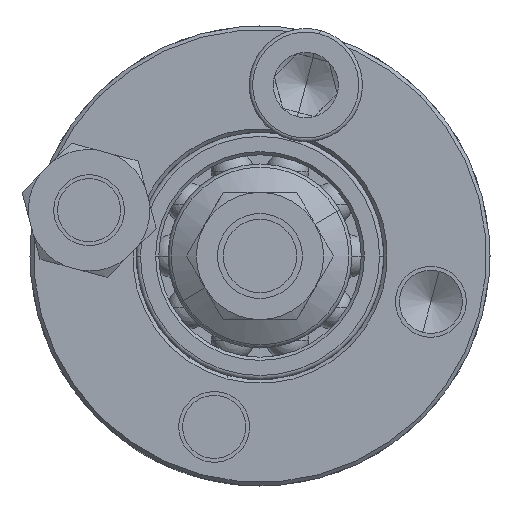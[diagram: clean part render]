
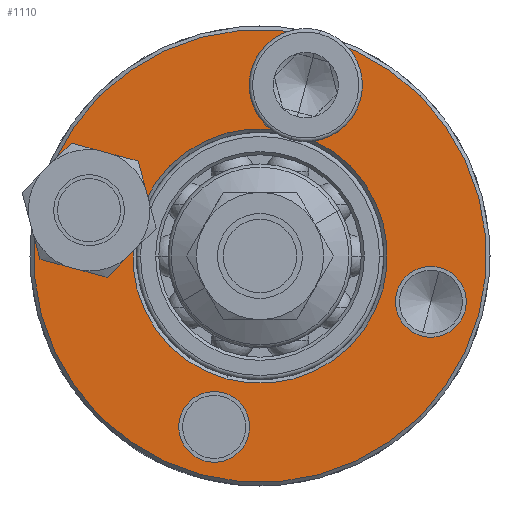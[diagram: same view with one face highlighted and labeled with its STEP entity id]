
A CAD part, front view. The second image highlights one B-rep face of the part: STEP entity #1110.
In plain terms, the highlighted planar face has unit normal (0, -1, 0).
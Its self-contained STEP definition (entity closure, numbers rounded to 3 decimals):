
#502=FACE_BOUND('',#1978,.F.);
#503=FACE_BOUND('',#1979,.F.);
#504=FACE_BOUND('',#1980,.F.);
#505=FACE_BOUND('',#1981,.F.);
#506=FACE_BOUND('',#1982,.F.);
#600=PLANE('',#8239);
#1110=ADVANCED_FACE('',(#502,#503,#504,#505,#506,#1535),#600,.T.);
#1535=FACE_OUTER_BOUND('',#1983,.F.);
#1978=EDGE_LOOP('',(#3162,#3163));
#1979=EDGE_LOOP('',(#3164,#3165));
#1980=EDGE_LOOP('',(#3166,#3167));
#1981=EDGE_LOOP('',(#3168,#3169));
#1982=EDGE_LOOP('',(#3170,#3171));
#1983=EDGE_LOOP('',(#3172,#3173));
#3162=ORIENTED_EDGE('',*,*,#5548,.T.);
#3163=ORIENTED_EDGE('',*,*,#5547,.T.);
#3164=ORIENTED_EDGE('',*,*,#5550,.T.);
#3165=ORIENTED_EDGE('',*,*,#5549,.T.);
#3166=ORIENTED_EDGE('',*,*,#5539,.T.);
#3167=ORIENTED_EDGE('',*,*,#5540,.T.);
#3168=ORIENTED_EDGE('',*,*,#5537,.T.);
#3169=ORIENTED_EDGE('',*,*,#5538,.T.);
#3170=ORIENTED_EDGE('',*,*,#5544,.T.);
#3171=ORIENTED_EDGE('',*,*,#5543,.T.);
#3172=ORIENTED_EDGE('',*,*,#5553,.F.);
#3173=ORIENTED_EDGE('',*,*,#5552,.F.);
#5537=EDGE_CURVE('',#6857,#6856,#6253,.T.);
#5538=EDGE_CURVE('',#6856,#6857,#6254,.T.);
#5539=EDGE_CURVE('',#6855,#6854,#6255,.T.);
#5540=EDGE_CURVE('',#6854,#6855,#6256,.T.);
#5543=EDGE_CURVE('',#6851,#6850,#6259,.T.);
#5544=EDGE_CURVE('',#6850,#6851,#6260,.T.);
#5547=EDGE_CURVE('',#6847,#6846,#6263,.T.);
#5548=EDGE_CURVE('',#6846,#6847,#6264,.T.);
#5549=EDGE_CURVE('',#6845,#6844,#6265,.T.);
#5550=EDGE_CURVE('',#6844,#6845,#6266,.T.);
#5552=EDGE_CURVE('',#6841,#6840,#6268,.T.);
#5553=EDGE_CURVE('',#6840,#6841,#6269,.T.);
#6253=CIRCLE('',#8182,5.);
#6254=CIRCLE('',#8183,5.);
#6255=CIRCLE('',#8184,5.);
#6256=CIRCLE('',#8185,5.);
#6259=CIRCLE('',#8188,5.);
#6260=CIRCLE('',#8189,5.);
#6263=CIRCLE('',#8192,5.);
#6264=CIRCLE('',#8193,5.);
#6265=CIRCLE('',#8194,18.);
#6266=CIRCLE('',#8195,18.);
#6268=CIRCLE('',#8197,32.);
#6269=CIRCLE('',#8198,32.);
#6840=VERTEX_POINT('',#12487);
#6841=VERTEX_POINT('',#12488);
#6844=VERTEX_POINT('',#12491);
#6845=VERTEX_POINT('',#12492);
#6846=VERTEX_POINT('',#12493);
#6847=VERTEX_POINT('',#12494);
#6850=VERTEX_POINT('',#12497);
#6851=VERTEX_POINT('',#12498);
#6854=VERTEX_POINT('',#12501);
#6855=VERTEX_POINT('',#12502);
#6856=VERTEX_POINT('',#12503);
#6857=VERTEX_POINT('',#12504);
#8182=AXIS2_PLACEMENT_3D('',#12505,#10008,#10009);
#8183=AXIS2_PLACEMENT_3D('',#12506,#10010,#10011);
#8184=AXIS2_PLACEMENT_3D('',#12507,#10012,#10013);
#8185=AXIS2_PLACEMENT_3D('',#12508,#10014,#10015);
#8188=AXIS2_PLACEMENT_3D('',#12511,#10020,#10021);
#8189=AXIS2_PLACEMENT_3D('',#12512,#10022,#10023);
#8192=AXIS2_PLACEMENT_3D('',#12515,#10028,#10029);
#8193=AXIS2_PLACEMENT_3D('',#12516,#10030,#10031);
#8194=AXIS2_PLACEMENT_3D('',#12517,#10032,#10033);
#8195=AXIS2_PLACEMENT_3D('',#12518,#10034,#10035);
#8197=AXIS2_PLACEMENT_3D('',#12520,#10038,#10039);
#8198=AXIS2_PLACEMENT_3D('',#12521,#10040,#10041);
#8239=AXIS2_PLACEMENT_3D('',#12594,#10154,#10155);
#10008=DIRECTION('',(0.,-1.,0.));
#10009=DIRECTION('',(-0.966,0.,0.259));
#10010=DIRECTION('',(0.,-1.,0.));
#10011=DIRECTION('',(0.966,0.,-0.259));
#10012=DIRECTION('',(0.,-1.,0.));
#10013=DIRECTION('',(0.966,0.,-0.259));
#10014=DIRECTION('',(0.,-1.,0.));
#10015=DIRECTION('',(-0.966,0.,0.259));
#10020=DIRECTION('',(0.,-1.,0.));
#10021=DIRECTION('',(-0.259,0.,-0.966));
#10022=DIRECTION('',(0.,-1.,0.));
#10023=DIRECTION('',(0.259,0.,0.966));
#10028=DIRECTION('',(0.,-1.,0.));
#10029=DIRECTION('',(0.259,0.,0.966));
#10030=DIRECTION('',(0.,-1.,0.));
#10031=DIRECTION('',(-0.259,0.,-0.966));
#10032=DIRECTION('',(0.,-1.,0.));
#10033=DIRECTION('',(-0.259,0.,-0.966));
#10034=DIRECTION('',(0.,-1.,0.));
#10035=DIRECTION('',(0.259,0.,0.966));
#10038=DIRECTION('',(0.,-1.,0.));
#10039=DIRECTION('',(-0.259,0.,-0.966));
#10040=DIRECTION('',(0.,-1.,0.));
#10041=DIRECTION('',(0.259,0.,0.966));
#10154=DIRECTION('',(0.,-1.,0.));
#10155=DIRECTION('',(-0.966,0.,0.259));
#12487=CARTESIAN_POINT('',(8.282,-83.,
30.91));
#12488=CARTESIAN_POINT('',(-8.282,-83.,
-30.91));
#12491=CARTESIAN_POINT('',(4.659,-83.,
17.387));
#12492=CARTESIAN_POINT('',(-4.659,-83.,
-17.387));
#12493=CARTESIAN_POINT('',(22.854,-83.,
-11.3));
#12494=CARTESIAN_POINT('',(25.442,-83.,
-1.641));
#12497=CARTESIAN_POINT('',(-22.854,-83.,
11.3));
#12498=CARTESIAN_POINT('',(-25.442,-83.,
1.641));
#12501=CARTESIAN_POINT('',(1.641,-83.,
25.442));
#12502=CARTESIAN_POINT('',(11.3,-83.,
22.854));
#12503=CARTESIAN_POINT('',(-1.641,-83.,
-25.442));
#12504=CARTESIAN_POINT('',(-11.3,-83.,
-22.854));
#12505=CARTESIAN_POINT('',(-6.47,-83.,
-24.148));
#12506=CARTESIAN_POINT('',(-6.47,-83.,
-24.148));
#12507=CARTESIAN_POINT('',(6.47,-83.,
24.148));
#12508=CARTESIAN_POINT('',(6.47,-83.,
24.148));
#12511=CARTESIAN_POINT('',(-24.148,-83.,
6.47));
#12512=CARTESIAN_POINT('',(-24.148,-83.,
6.47));
#12515=CARTESIAN_POINT('',(24.148,-83.,
-6.47));
#12516=CARTESIAN_POINT('',(24.148,-83.,
-6.47));
#12517=CARTESIAN_POINT('',(0.,-83.,0.));
#12518=CARTESIAN_POINT('',(0.,-83.,0.));
#12520=CARTESIAN_POINT('',(0.,-83.,0.));
#12521=CARTESIAN_POINT('',(0.,-83.,0.));
#12594=CARTESIAN_POINT('',(40.6,-83.,23.441));
